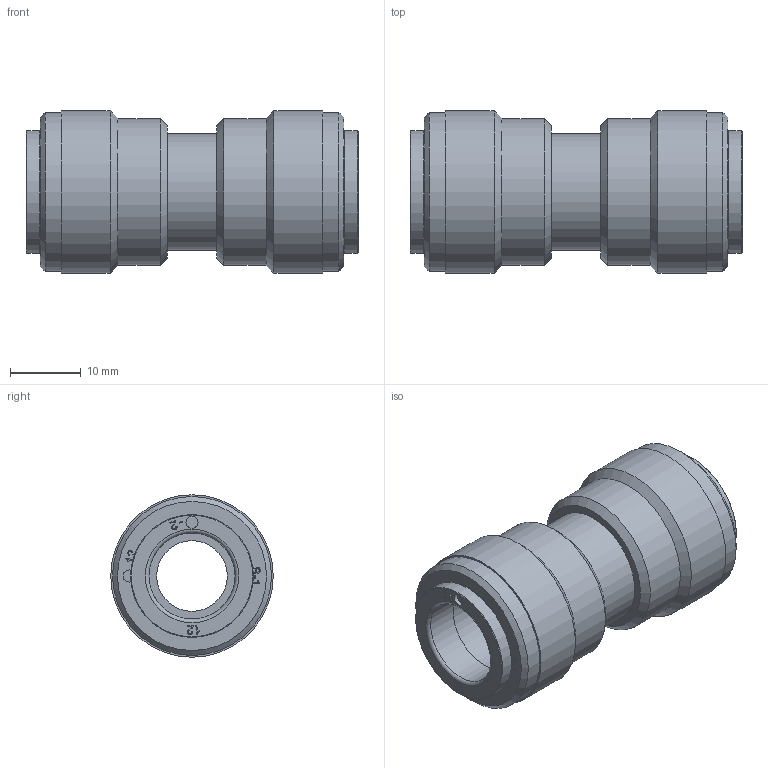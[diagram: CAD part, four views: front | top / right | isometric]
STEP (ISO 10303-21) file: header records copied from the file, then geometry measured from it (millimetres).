
FILE_DESCRIPTION(/* description */ (''),/* implementation_level */ '2;1');
FILE_NAME(/* name */ 'iqsg_120_le.stp',/* time_stamp */ '2018-10-18T14:28:21+02:00',/* author */ ('leitheußer'),/* organization */ (''),/* preprocessor_version */ 'ST-DEVELOPER v15.6',/* originating_system */ 'Autodesk Inventor LT ',/* authorisation */ '');
FILE_SCHEMA (('AUTOMOTIVE_DESIGN { 1 0 10303 214 3 1 1 }'));
Length unit declared in the file: millimetre
Products named in the file (1): WUC 12
Bounding box: 47 x 23 x 23 mm (x, y, z)
Volume: 12732.8 mm3; surface area: 9986.5 mm2
Topology: 5 solids, 5 shells, 264 faces, 638 edges, 416 vertices
Faces by surface type: plane 116, bspline 94, cylinder 24, cone 18, torus 12
Full cylindrical faces by diameter (mm): 1.7 x4, 10 x1, 12.2 x4, 13.7 x2, 15.1 x2, 16.5 x1, 17.4 x2, 19.7 x2, 20.8 x2, 22.5 x2, 23 x2
Entity records: 8151 total; most frequent: CARTESIAN_POINT 2721, ORIENTED_EDGE 1164, DIRECTION 814, EDGE_CURVE 582, VERTEX_POINT 414, EDGE_LOOP 360, LINE 316, VECTOR 316
